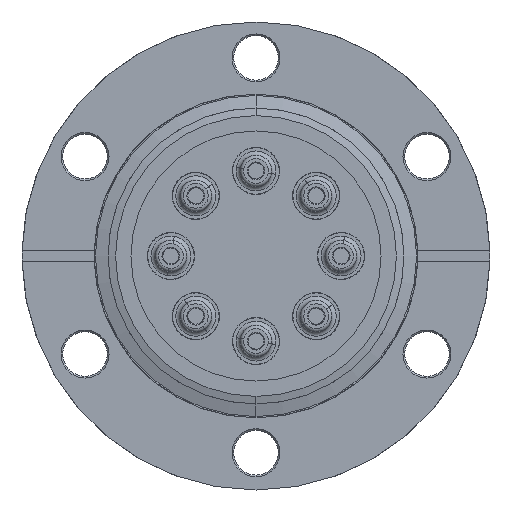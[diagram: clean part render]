
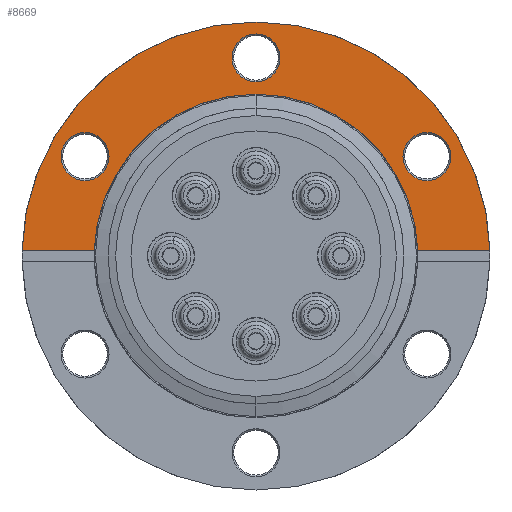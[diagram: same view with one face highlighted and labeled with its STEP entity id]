
A CAD part, front view. The second image highlights one B-rep face of the part: STEP entity #8669.
In plain terms, the highlighted planar face has unit normal (0, -1, 0).
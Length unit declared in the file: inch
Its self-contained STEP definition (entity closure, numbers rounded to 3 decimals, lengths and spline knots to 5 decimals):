
#270 = CARTESIAN_POINT ( 'NONE',  ( 0., -0.5, 0. ) ) ;
#271 = DIRECTION ( 'NONE',  ( 0., -1., 0. ) ) ;
#276 = DIRECTION ( 'NONE',  ( -1., 0., 0. ) ) ;
#279 = DIRECTION ( 'NONE',  ( 0., 0., 1. ) ) ;
#281 = CARTESIAN_POINT ( 'NONE',  ( -1.00459, -0.5, 0.584 ) ) ;
#282 = DIRECTION ( 'NONE',  ( 0., 1., 0. ) ) ;
#283 = DIRECTION ( 'NONE',  ( 0., 0., 1. ) ) ;
#284 = DIRECTION ( 'NONE',  ( 0., 0., 1. ) ) ;
#285 = CARTESIAN_POINT ( 'NONE',  ( -1.40344, -0.5, 0.031 ) ) ;
#286 = CARTESIAN_POINT ( 'NONE',  ( 1.4058, -0.5, 0.031 ) ) ;
#287 = DIRECTION ( 'NONE',  ( 0., 1., 0. ) ) ;
#288 = CARTESIAN_POINT ( 'NONE',  ( 1.00459, -0.5, 0.584 ) ) ;
#289 = DIRECTION ( 'NONE',  ( 0., 1., 0. ) ) ;
#290 = CARTESIAN_POINT ( 'NONE',  ( 0., -0.5, 1.164 ) ) ;
#291 = DIRECTION ( 'NONE',  ( 0., 0., 1. ) ) ;
#292 = DIRECTION ( 'NONE',  ( -1., 0., 0. ) ) ;
#293 = DIRECTION ( 'NONE',  ( 0., 0., 1. ) ) ;
#294 = DIRECTION ( 'NONE',  ( 0., -1., 0. ) ) ;
#301 = CARTESIAN_POINT ( 'NONE',  ( 0., -0.5, 0. ) ) ;
#465 = CARTESIAN_POINT ( 'NONE',  ( -1.00459, -0.5, 0.584 ) ) ;
#466 = DIRECTION ( 'NONE',  ( 0., 1., 0. ) ) ;
#467 = DIRECTION ( 'NONE',  ( 0., 0., 1. ) ) ;
#469 = CARTESIAN_POINT ( 'NONE',  ( 0., -0.5, 1.164 ) ) ;
#470 = DIRECTION ( 'NONE',  ( 0., 1., 0. ) ) ;
#471 = DIRECTION ( 'NONE',  ( 0., 0., 1. ) ) ;
#476 = CARTESIAN_POINT ( 'NONE',  ( 1.00459, -0.5, 0.584 ) ) ;
#477 = DIRECTION ( 'NONE',  ( 0., 1., 0. ) ) ;
#478 = DIRECTION ( 'NONE',  ( 0., 0., 1. ) ) ;
#573 = DIRECTION ( 'NONE',  ( 0., 0., 1. ) ) ;
#574 = DIRECTION ( 'NONE',  ( 0., -1., 0. ) ) ;
#575 = CARTESIAN_POINT ( 'NONE',  ( 0., -0.5, 0. ) ) ;
#691 = EDGE_CURVE ( 'NONE', #1324, #1323, #13037, .T. ) ;
#700 = EDGE_CURVE ( 'NONE', #1253, #1319, #13063, .T. ) ;
#785 = ORIENTED_EDGE ( 'NONE', *, *, #10016, .F. ) ;
#791 = ORIENTED_EDGE ( 'NONE', *, *, #10013, .T. ) ;
#799 = ORIENTED_EDGE ( 'NONE', *, *, #10077, .T. ) ;
#837 = ORIENTED_EDGE ( 'NONE', *, *, #691, .T. ) ;
#934 = ORIENTED_EDGE ( 'NONE', *, *, #10015, .F. ) ;
#935 = ORIENTED_EDGE ( 'NONE', *, *, #700, .F. ) ;
#947 = ORIENTED_EDGE ( 'NONE', *, *, #10017, .F. ) ;
#1011 = ORIENTED_EDGE ( 'NONE', *, *, #10012, .T. ) ;
#1016 = ORIENTED_EDGE ( 'NONE', *, *, #10079, .T. ) ;
#1018 = ORIENTED_EDGE ( 'NONE', *, *, #10081, .T. ) ;
#1021 = ORIENTED_EDGE ( 'NONE', *, *, #10014, .T. ) ;
#1025 = ORIENTED_EDGE ( 'NONE', *, *, #10007, .T. ) ;
#1252 = VERTEX_POINT ( 'NONE', #9823 ) ;
#1253 = VERTEX_POINT ( 'NONE', #9825 ) ;
#1256 = VERTEX_POINT ( 'NONE', #9822 ) ;
#1319 = VERTEX_POINT ( 'NONE', #9761 ) ;
#1323 = VERTEX_POINT ( 'NONE', #9753 ) ;
#1324 = VERTEX_POINT ( 'NONE', #9754 ) ;
#1375 = VERTEX_POINT ( 'NONE', #9619 ) ;
#1454 = VERTEX_POINT ( 'NONE', #9525 ) ;
#1457 = VERTEX_POINT ( 'NONE', #9530 ) ;
#1460 = VERTEX_POINT ( 'NONE', #9538 ) ;
#1461 = VERTEX_POINT ( 'NONE', #9540 ) ;
#1462 = VERTEX_POINT ( 'NONE', #9542 ) ;
#1617 = EDGE_LOOP ( 'NONE', ( #1016, #791 ) ) ;
#1632 = EDGE_LOOP ( 'NONE', ( #1018, #1021 ) ) ;
#1638 = EDGE_LOOP ( 'NONE', ( #934, #1025, #837, #785, #947, #935 ) ) ;
#4085 = EDGE_LOOP ( 'NONE', ( #799, #1011 ) ) ;
#5434 = CIRCLE ( 'NONE', #14909, 0.141 ) ;
#5435 = CIRCLE ( 'NONE', #14910, 0.141 ) ;
#5441 = CIRCLE ( 'NONE', #14912, 0.141 ) ;
#8669 = ADVANCED_FACE ( 'NONE', ( #13419, #13423, #13417, #13422 ), #9318, .T. ) ;
#9307 = DIRECTION ( 'NONE',  ( 0., -1., 0. ) ) ;
#9316 = CARTESIAN_POINT ( 'NONE',  ( 0., -0.5, 0. ) ) ;
#9318 = PLANE ( 'NONE',  #14332 ) ;
#9321 = DIRECTION ( 'NONE',  ( 0., 0., 1. ) ) ;
#9525 = CARTESIAN_POINT ( 'NONE',  ( 1.00459, -0.5, 0.725 ) ) ;
#9530 = CARTESIAN_POINT ( 'NONE',  ( 0., -0.5, 1.023 ) ) ;
#9538 = CARTESIAN_POINT ( 'NONE',  ( 1.37465, -0.5, 0.031 ) ) ;
#9540 = CARTESIAN_POINT ( 'NONE',  ( -1.00459, -0.5, 0.725 ) ) ;
#9542 = CARTESIAN_POINT ( 'NONE',  ( -1.00459, -0.5, 0.443 ) ) ;
#9619 = CARTESIAN_POINT ( 'NONE',  ( -0.95049, -0.5, 0.031 ) ) ;
#9753 = CARTESIAN_POINT ( 'NONE',  ( -1.37465, -0.5, 0.031 ) ) ;
#9754 = CARTESIAN_POINT ( 'NONE',  ( 0., -0.5, 1.375 ) ) ;
#9761 = CARTESIAN_POINT ( 'NONE',  ( 0., -0.5, 0.951 ) ) ;
#9822 = CARTESIAN_POINT ( 'NONE',  ( 1.00459, -0.5, 0.443 ) ) ;
#9823 = CARTESIAN_POINT ( 'NONE',  ( 0., -0.5, 1.305 ) ) ;
#9825 = CARTESIAN_POINT ( 'NONE',  ( 0.95049, -0.5, 0.031 ) ) ;
#9839 = DIRECTION ( 'NONE',  ( 0., -1., 0. ) ) ;
#9894 = DIRECTION ( 'NONE',  ( 0., 0., 1. ) ) ;
#9903 = CARTESIAN_POINT ( 'NONE',  ( 0., -0.5, 0. ) ) ;
#10007 = EDGE_CURVE ( 'NONE', #1460, #1324, #12330, .T. ) ;
#10012 = EDGE_CURVE ( 'NONE', #1462, #1461, #12337, .T. ) ;
#10013 = EDGE_CURVE ( 'NONE', #1457, #1252, #12328, .T. ) ;
#10014 = EDGE_CURVE ( 'NONE', #1256, #1454, #12338, .T. ) ;
#10015 = EDGE_CURVE ( 'NONE', #1460, #1253, #12339, .T. ) ;
#10016 = EDGE_CURVE ( 'NONE', #1375, #1323, #12340, .T. ) ;
#10017 = EDGE_CURVE ( 'NONE', #1319, #1375, #12343, .T. ) ;
#10077 = EDGE_CURVE ( 'NONE', #1461, #1462, #5434, .T. ) ;
#10079 = EDGE_CURVE ( 'NONE', #1252, #1457, #5435, .T. ) ;
#10081 = EDGE_CURVE ( 'NONE', #1454, #1256, #5441, .T. ) ;
#12328 = CIRCLE ( 'NONE', #14869, 0.141 ) ;
#12330 = CIRCLE ( 'NONE', #14865, 1.375 ) ;
#12337 = CIRCLE ( 'NONE', #14868, 0.141 ) ;
#12338 = CIRCLE ( 'NONE', #14870, 0.141 ) ;
#12339 = LINE ( 'NONE', #286, #12342 ) ;
#12340 = LINE ( 'NONE', #285, #12344 ) ;
#12342 = VECTOR ( 'NONE', #276, 39.37008 ) ;
#12343 = CIRCLE ( 'NONE', #14871, 0.951 ) ;
#12344 = VECTOR ( 'NONE', #292, 39.37008 ) ;
#13037 = CIRCLE ( 'NONE', #14245, 1.375 ) ;
#13063 = CIRCLE ( 'NONE', #14247, 0.951 ) ;
#13417 = FACE_BOUND ( 'NONE', #1632, .T. ) ;
#13419 = FACE_BOUND ( 'NONE', #4085, .T. ) ;
#13422 = FACE_OUTER_BOUND ( 'NONE', #1638, .T. ) ;
#13423 = FACE_BOUND ( 'NONE', #1617, .T. ) ;
#14245 = AXIS2_PLACEMENT_3D ( 'NONE', #575, #574, #573 ) ;
#14247 = AXIS2_PLACEMENT_3D ( 'NONE', #9903, #9839, #9894 ) ;
#14332 = AXIS2_PLACEMENT_3D ( 'NONE', #9316, #9307, #9321 ) ;
#14865 = AXIS2_PLACEMENT_3D ( 'NONE', #270, #271, #279 ) ;
#14868 = AXIS2_PLACEMENT_3D ( 'NONE', #281, #282, #283 ) ;
#14869 = AXIS2_PLACEMENT_3D ( 'NONE', #290, #287, #284 ) ;
#14870 = AXIS2_PLACEMENT_3D ( 'NONE', #288, #289, #291 ) ;
#14871 = AXIS2_PLACEMENT_3D ( 'NONE', #301, #294, #293 ) ;
#14909 = AXIS2_PLACEMENT_3D ( 'NONE', #465, #466, #467 ) ;
#14910 = AXIS2_PLACEMENT_3D ( 'NONE', #469, #470, #471 ) ;
#14912 = AXIS2_PLACEMENT_3D ( 'NONE', #476, #477, #478 ) ;
